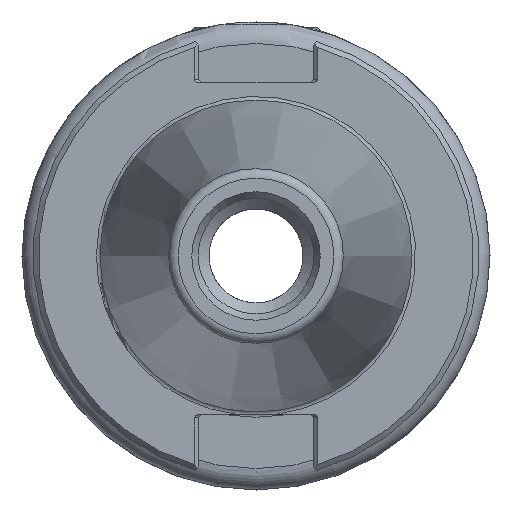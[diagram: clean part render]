
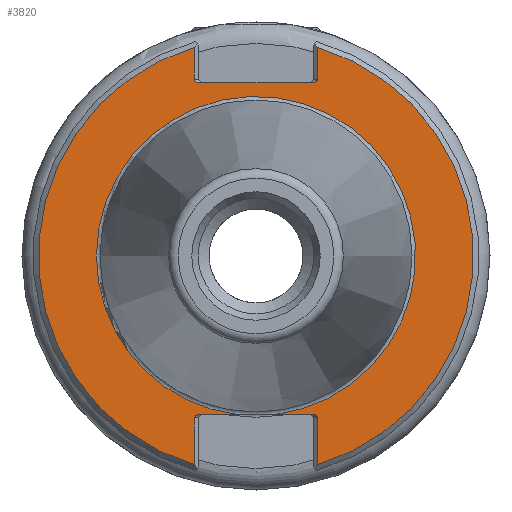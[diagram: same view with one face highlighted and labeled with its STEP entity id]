
A CAD part, left-side view. The second image highlights one B-rep face of the part: STEP entity #3820.
In plain terms, the highlighted planar face has unit normal (-1, 0, 0).
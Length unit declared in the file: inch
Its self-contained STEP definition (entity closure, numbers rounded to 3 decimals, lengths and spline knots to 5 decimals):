
#2878=CARTESIAN_POINT('',(0.125,0.345,0.992));
#2879=VERTEX_POINT('',#2878);
#2886=CARTESIAN_POINT('',(0.125,0.31672,0.972));
#2887=VERTEX_POINT('',#2886);
#2888=CARTESIAN_POINT('',(0.125,0.31672,0.992));
#2889=DIRECTION('',(-1.0,0.0,0.0));
#2890=DIRECTION('',(0.0,1.0,0.0));
#2891=AXIS2_PLACEMENT_3D('',#2888,#2889,#2890);
#2892=ELLIPSE('',#2891,0.02828,0.02);
#2893=EDGE_CURVE('',#2879,#2887,#2892,.T.);
#2978=CARTESIAN_POINT('',(0.125,0.345,1.1702));
#2979=VERTEX_POINT('',#2978);
#2986=CARTESIAN_POINT('',(0.125,0.345,1.1702));
#2987=DIRECTION('',(0.0,0.0,-1.0));
#2988=VECTOR('',#2987,0.1782);
#2989=LINE('',#2986,#2988);
#2990=EDGE_CURVE('',#2979,#2879,#2989,.T.);
#3090=CARTESIAN_POINT('',(0.125,-0.31672,0.972));
#3091=VERTEX_POINT('',#3090);
#3098=CARTESIAN_POINT('',(0.125,-0.345,0.992));
#3099=VERTEX_POINT('',#3098);
#3100=CARTESIAN_POINT('',(0.125,-0.31672,0.992));
#3101=DIRECTION('',(-1.0,0.0,0.0));
#3102=DIRECTION('',(0.0,-1.0,0.0));
#3103=AXIS2_PLACEMENT_3D('',#3100,#3101,#3102);
#3104=ELLIPSE('',#3103,0.02828,0.02);
#3105=EDGE_CURVE('',#3091,#3099,#3104,.T.);
#3155=CARTESIAN_POINT('',(0.125,-0.345,1.1702));
#3156=VERTEX_POINT('',#3155);
#3157=CARTESIAN_POINT('',(0.125,-0.345,0.992));
#3158=DIRECTION('',(0.0,0.0,1.0));
#3159=VECTOR('',#3158,0.1782);
#3160=LINE('',#3157,#3159);
#3161=EDGE_CURVE('',#3099,#3156,#3160,.T.);
#3179=CARTESIAN_POINT('',(0.125,-0.345,-0.908));
#3180=VERTEX_POINT('',#3179);
#3181=CARTESIAN_POINT('',(0.125,-0.31672,-0.888));
#3182=VERTEX_POINT('',#3181);
#3183=CARTESIAN_POINT('',(0.125,-0.31672,-0.908));
#3184=DIRECTION('',(-1.0,0.0,0.0));
#3185=DIRECTION('',(0.0,-1.0,0.0));
#3186=AXIS2_PLACEMENT_3D('',#3183,#3184,#3185);
#3187=ELLIPSE('',#3186,0.02828,0.02);
#3188=EDGE_CURVE('',#3180,#3182,#3187,.T.);
#3286=CARTESIAN_POINT('',(0.125,-0.345,-1.1702));
#3287=VERTEX_POINT('',#3286);
#3294=CARTESIAN_POINT('',(0.125,-0.345,-1.1702));
#3295=DIRECTION('',(0.0,0.0,1.0));
#3296=VECTOR('',#3295,0.2622);
#3297=LINE('',#3294,#3296);
#3298=EDGE_CURVE('',#3287,#3180,#3297,.T.);
#3398=CARTESIAN_POINT('',(0.125,0.31672,-0.888));
#3399=VERTEX_POINT('',#3398);
#3406=CARTESIAN_POINT('',(0.125,0.345,-0.908));
#3407=VERTEX_POINT('',#3406);
#3408=CARTESIAN_POINT('',(0.125,0.31672,-0.908));
#3409=DIRECTION('',(-1.0,0.0,0.0));
#3410=DIRECTION('',(0.0,1.0,0.0));
#3411=AXIS2_PLACEMENT_3D('',#3408,#3409,#3410);
#3412=ELLIPSE('',#3411,0.02828,0.02);
#3413=EDGE_CURVE('',#3399,#3407,#3412,.T.);
#3463=CARTESIAN_POINT('',(0.125,0.345,-1.1702));
#3464=VERTEX_POINT('',#3463);
#3465=CARTESIAN_POINT('',(0.125,0.345,-0.908));
#3466=DIRECTION('',(0.0,0.0,-1.0));
#3467=VECTOR('',#3466,0.2622);
#3468=LINE('',#3465,#3467);
#3469=EDGE_CURVE('',#3407,#3464,#3468,.T.);
#3536=CARTESIAN_POINT('',(0.125,0.31672,0.972));
#3537=DIRECTION('',(0.0,-1.0,0.0));
#3538=VECTOR('',#3537,0.63343);
#3539=LINE('',#3536,#3538);
#3540=EDGE_CURVE('',#2887,#3091,#3539,.T.);
#3738=CARTESIAN_POINT('',(0.125,-0.11172,-0.888));
#3739=VERTEX_POINT('',#3738);
#3740=CARTESIAN_POINT('',(0.125,0.11172,-0.888));
#3741=VERTEX_POINT('',#3740);
#3756=CARTESIAN_POINT('',(0.125,0.,0.0));
#3757=DIRECTION('',(-1.0,0.0,0.0));
#3758=DIRECTION('',(0.0,-1.0,0.0));
#3759=AXIS2_PLACEMENT_3D('',#3756,#3757,#3758);
#3760=CIRCLE('',#3759,0.895);
#3761=EDGE_CURVE('',#3739,#3741,#3760,.T.);
#3777=CARTESIAN_POINT('',(0.125,1.0625,0.0));
#3778=DIRECTION('',(-1.0,0.0,0.0));
#3779=DIRECTION('',(0.0,0.0,1.0));
#3780=AXIS2_PLACEMENT_3D('',#3777,#3778,#3779);
#3781=PLANE('',#3780);
#3782=ORIENTED_EDGE('',*,*,#3761,.F.);
#3783=CARTESIAN_POINT('',(0.125,-0.31672,-0.888));
#3784=DIRECTION('',(0.0,1.0,0.0));
#3785=VECTOR('',#3784,0.205);
#3786=LINE('',#3783,#3785);
#3787=EDGE_CURVE('',#3182,#3739,#3786,.T.);
#3788=ORIENTED_EDGE('',*,*,#3787,.F.);
#3789=ORIENTED_EDGE('',*,*,#3188,.F.);
#3790=ORIENTED_EDGE('',*,*,#3298,.F.);
#3791=CARTESIAN_POINT('',(0.125,0.,0.0));
#3792=DIRECTION('',(1.0,0.0,0.0));
#3793=DIRECTION('',(0.0,-1.0,0.0));
#3794=AXIS2_PLACEMENT_3D('',#3791,#3792,#3793);
#3795=CIRCLE('',#3794,1.22);
#3796=EDGE_CURVE('',#3156,#3287,#3795,.T.);
#3797=ORIENTED_EDGE('',*,*,#3796,.F.);
#3798=ORIENTED_EDGE('',*,*,#3161,.F.);
#3799=ORIENTED_EDGE('',*,*,#3105,.F.);
#3800=ORIENTED_EDGE('',*,*,#3540,.F.);
#3801=ORIENTED_EDGE('',*,*,#2893,.F.);
#3802=ORIENTED_EDGE('',*,*,#2990,.F.);
#3803=CARTESIAN_POINT('',(0.125,0.,0.0));
#3804=DIRECTION('',(1.0,0.0,0.0));
#3805=DIRECTION('',(0.0,1.0,0.0));
#3806=AXIS2_PLACEMENT_3D('',#3803,#3804,#3805);
#3807=CIRCLE('',#3806,1.22);
#3808=EDGE_CURVE('',#3464,#2979,#3807,.T.);
#3809=ORIENTED_EDGE('',*,*,#3808,.F.);
#3810=ORIENTED_EDGE('',*,*,#3469,.F.);
#3811=ORIENTED_EDGE('',*,*,#3413,.F.);
#3812=CARTESIAN_POINT('',(0.125,0.11172,-0.888));
#3813=DIRECTION('',(0.0,1.0,0.0));
#3814=VECTOR('',#3813,0.205);
#3815=LINE('',#3812,#3814);
#3816=EDGE_CURVE('',#3741,#3399,#3815,.T.);
#3817=ORIENTED_EDGE('',*,*,#3816,.F.);
#3818=EDGE_LOOP('',(#3782,#3788,#3789,#3790,#3797,#3798,#3799,#3800,#3801,#3802,#3809,#3810,#3811,#3817));
#3819=FACE_OUTER_BOUND('',#3818,.T.);
#3820=ADVANCED_FACE('',(#3819),#3781,.T.);
